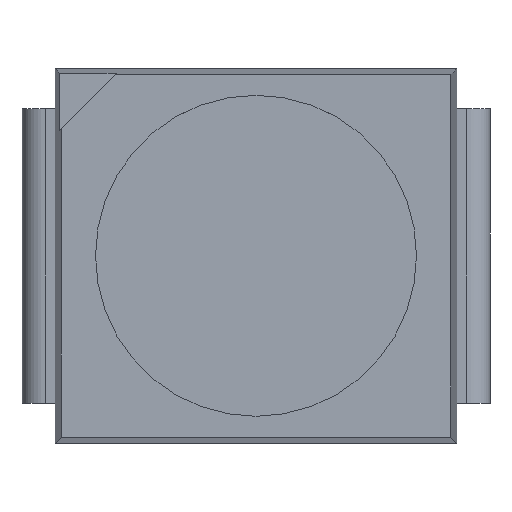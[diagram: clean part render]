
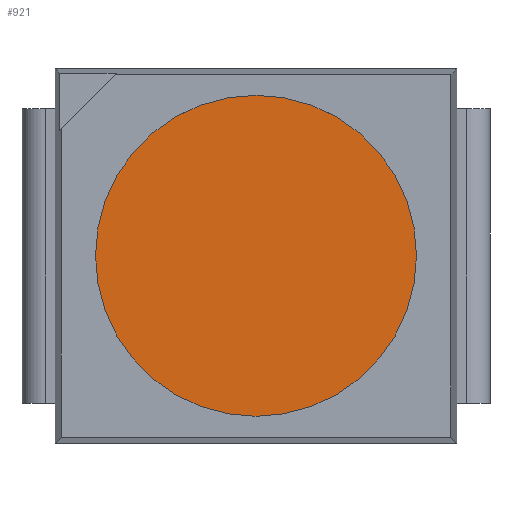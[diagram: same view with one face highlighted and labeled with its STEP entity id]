
A CAD part, top view. The second image highlights one B-rep face of the part: STEP entity #921.
In plain terms, the highlighted planar face has unit normal (0, 0, 1).
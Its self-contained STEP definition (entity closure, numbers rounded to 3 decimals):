
#66=FACE_OUTER_BOUND('',#116,.T.);
#116=EDGE_LOOP('',(#773));
#142=CIRCLE('',#1002,1.2);
#433=VERTEX_POINT('',#1494);
#555=EDGE_CURVE('',#433,#433,#142,.T.);
#773=ORIENTED_EDGE('',*,*,#555,.F.);
#843=PLANE('',#1003);
#921=ADVANCED_FACE('',(#66),#843,.T.);
#1002=AXIS2_PLACEMENT_3D('',#1496,#1234,#1235);
#1003=AXIS2_PLACEMENT_3D('',#1497,#1236,#1237);
#1234=DIRECTION('center_axis',(0.,0.,-1.));
#1235=DIRECTION('ref_axis',(-1.,0.,0.));
#1236=DIRECTION('center_axis',(0.,0.,1.));
#1237=DIRECTION('ref_axis',(-1.,0.,0.));
#1494=CARTESIAN_POINT('',(1.2,0.,1.74));
#1496=CARTESIAN_POINT('Origin',(0.,0.,1.74));
#1497=CARTESIAN_POINT('Origin',(0.,0.,1.74));
